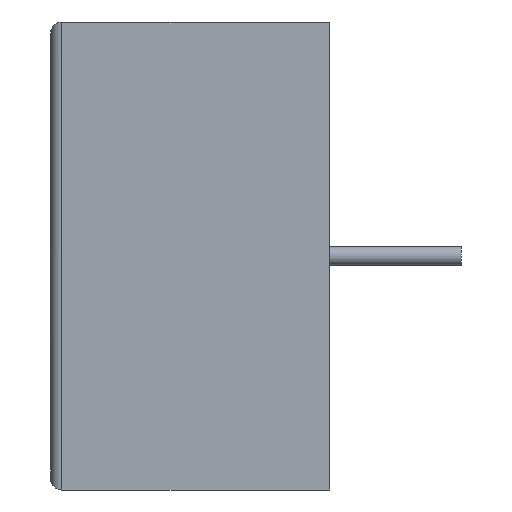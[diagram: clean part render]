
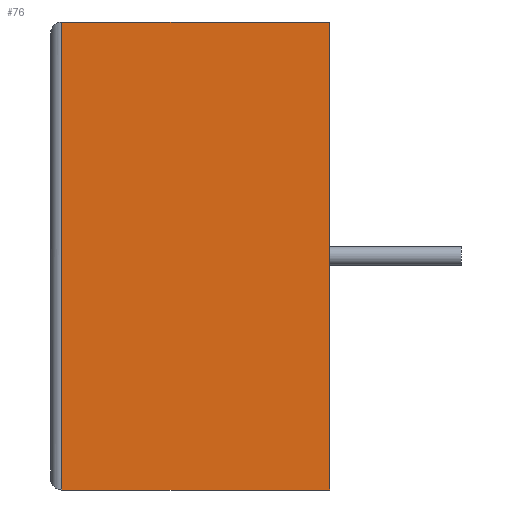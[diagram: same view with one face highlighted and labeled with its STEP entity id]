
A CAD part, left-side view. The second image highlights one B-rep face of the part: STEP entity #76.
In plain terms, the highlighted planar face has unit normal (-1, 0, 0).
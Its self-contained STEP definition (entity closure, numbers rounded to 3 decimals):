
#21 = VECTOR ( 'NONE', #884, 1000. ) ;
#58 = VERTEX_POINT ( 'NONE', #81 ) ;
#76 = ADVANCED_FACE ( 'NONE', ( #766 ), #132, .F. ) ;
#81 = CARTESIAN_POINT ( 'NONE',  ( 0., 12.2, 21.3 ) ) ;
#114 = EDGE_CURVE ( 'NONE', #58, #1247, #1913, .T. ) ;
#132 = PLANE ( 'NONE',  #1755 ) ;
#227 = VECTOR ( 'NONE', #253, 1000. ) ;
#253 = DIRECTION ( 'NONE',  ( 0., 0., -1. ) ) ;
#352 = CARTESIAN_POINT ( 'NONE',  ( 0., 0., 0. ) ) ;
#766 = FACE_OUTER_BOUND ( 'NONE', #1445, .T. ) ;
#859 = ORIENTED_EDGE ( 'NONE', *, *, #114, .F. ) ;
#884 = DIRECTION ( 'NONE',  ( 0., -1., 0. ) ) ;
#1079 = ORIENTED_EDGE ( 'NONE', *, *, #2397, .F. ) ;
#1247 = VERTEX_POINT ( 'NONE', #2458 ) ;
#1288 = ORIENTED_EDGE ( 'NONE', *, *, #1371, .T. ) ;
#1368 = ORIENTED_EDGE ( 'NONE', *, *, #1396, .T. ) ;
#1371 = EDGE_CURVE ( 'NONE', #58, #2060, #2693, .T. ) ;
#1396 = EDGE_CURVE ( 'NONE', #2060, #2416, #1970, .T. ) ;
#1445 = EDGE_LOOP ( 'NONE', ( #859, #1288, #1368, #1079 ) ) ;
#1489 = CARTESIAN_POINT ( 'NONE',  ( 0., 12.2, 21.3 ) ) ;
#1520 = CARTESIAN_POINT ( 'NONE',  ( 0., 0., 21.3 ) ) ;
#1755 = AXIS2_PLACEMENT_3D ( 'NONE', #1520, #2486, #2964 ) ;
#1774 = LINE ( 'NONE', #2153, #227 ) ;
#1871 = VECTOR ( 'NONE', #1974, 1000. ) ;
#1913 = LINE ( 'NONE', #2498, #21 ) ;
#1970 = LINE ( 'NONE', #352, #2436 ) ;
#1974 = DIRECTION ( 'NONE',  ( 0., 0., -1. ) ) ;
#2060 = VERTEX_POINT ( 'NONE', #2807 ) ;
#2153 = CARTESIAN_POINT ( 'NONE',  ( 0., 0., 21.3 ) ) ;
#2397 = EDGE_CURVE ( 'NONE', #1247, #2416, #1774, .T. ) ;
#2416 = VERTEX_POINT ( 'NONE', #2907 ) ;
#2436 = VECTOR ( 'NONE', #2501, 1000. ) ;
#2458 = CARTESIAN_POINT ( 'NONE',  ( 0., 0., 21.3 ) ) ;
#2486 = DIRECTION ( 'NONE',  ( 1., 0., 0. ) ) ;
#2498 = CARTESIAN_POINT ( 'NONE',  ( 0., 0., 21.3 ) ) ;
#2501 = DIRECTION ( 'NONE',  ( 0., -1., 0. ) ) ;
#2693 = LINE ( 'NONE', #1489, #1871 ) ;
#2807 = CARTESIAN_POINT ( 'NONE',  ( 0., 12.2, 0. ) ) ;
#2907 = CARTESIAN_POINT ( 'NONE',  ( 0., 0., 0. ) ) ;
#2964 = DIRECTION ( 'NONE',  ( 0., 0., -1. ) ) ;
